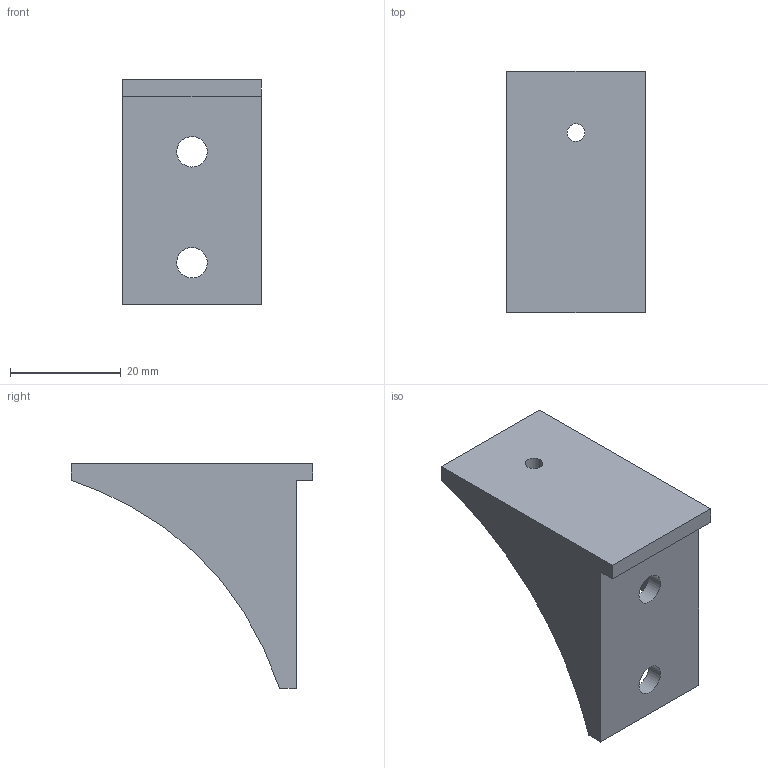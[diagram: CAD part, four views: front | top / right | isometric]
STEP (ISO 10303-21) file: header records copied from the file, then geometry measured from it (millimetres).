
FILE_DESCRIPTION(('CATIA V5 STEP Exchange'),'2;1');
FILE_NAME('Halter_Energie_Z.stp','2016-05-31T21:24:21+00:00',('none'),('none'),'CATIA Version 5 Release 17 (IN-10)','CATIA V5 STEP AP203','none');
FILE_SCHEMA(('CONFIG_CONTROL_DESIGN'));
Length unit declared in the file: millimetre
Products named in the file (1): Halter_Energie_Z
Bounding box: 25 x 43.6 x 40.5 mm (x, y, z)
Volume: 8754.1 mm3; surface area: 6487 mm2
Topology: 1 solids, 1 shells, 20 faces, 50 edges, 32 vertices
Faces by surface type: plane 12, cylinder 6, extrusion 2
Entity records: 656 total; most frequent: CARTESIAN_POINT 147, ORIENTED_EDGE 100, DIRECTION 76, EDGE_CURVE 50, VECTOR 36, LINE 34, VERTEX_POINT 32, AXIS2_PLACEMENT_3D 27
